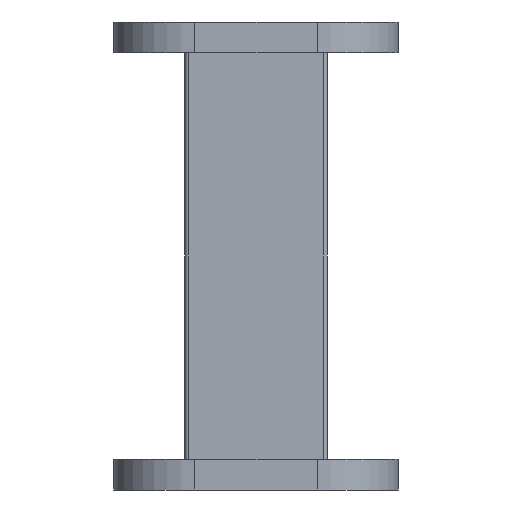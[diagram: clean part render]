
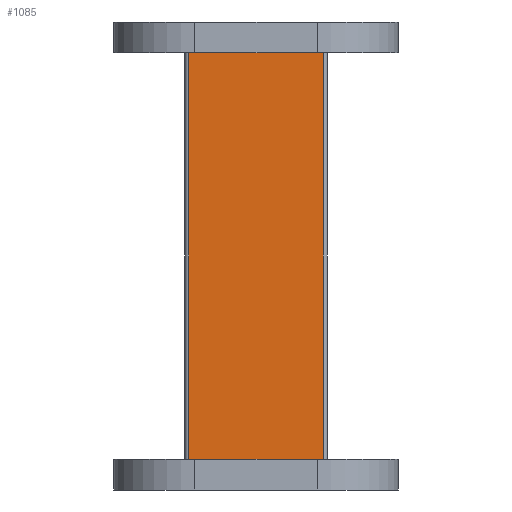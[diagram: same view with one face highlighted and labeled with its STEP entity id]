
A CAD part, left-side view. The second image highlights one B-rep face of the part: STEP entity #1085.
In plain terms, the highlighted planar face has unit normal (-1, 0, 0).
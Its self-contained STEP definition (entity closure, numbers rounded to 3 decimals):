
#28 = VERTEX_POINT ( 'NONE', #522 ) ;
#160 = ORIENTED_EDGE ( 'NONE', *, *, #1477, .F. ) ;
#211 = PLANE ( 'NONE',  #1091 ) ;
#238 = LINE ( 'NONE', #1520, #1416 ) ;
#257 = EDGE_CURVE ( 'NONE', #28, #1077, #1073, .T. ) ;
#318 = CARTESIAN_POINT ( 'NONE',  ( -3., -3.3, 10. ) ) ;
#347 = DIRECTION ( 'NONE',  ( 1., 0., 0. ) ) ;
#430 = DIRECTION ( 'NONE',  ( 0., -1., 0. ) ) ;
#443 = VECTOR ( 'NONE', #801, 1000. ) ;
#522 = CARTESIAN_POINT ( 'NONE',  ( -3., 3.3, -10. ) ) ;
#559 = LINE ( 'NONE', #928, #1131 ) ;
#582 = CARTESIAN_POINT ( 'NONE',  ( -3., -3.3, -10. ) ) ;
#658 = CARTESIAN_POINT ( 'NONE',  ( -3., 3.3, 11.5 ) ) ;
#701 = VECTOR ( 'NONE', #1231, 1000. ) ;
#722 = CARTESIAN_POINT ( 'NONE',  ( -3., 3.3, 10. ) ) ;
#762 = LINE ( 'NONE', #658, #443 ) ;
#801 = DIRECTION ( 'NONE',  ( 0., 0., -1. ) ) ;
#892 = VERTEX_POINT ( 'NONE', #318 ) ;
#927 = EDGE_CURVE ( 'NONE', #1077, #892, #559, .T. ) ;
#928 = CARTESIAN_POINT ( 'NONE',  ( -3., -3.3, 11.5 ) ) ;
#930 = DIRECTION ( 'NONE',  ( 0., 0., 1. ) ) ;
#1059 = ORIENTED_EDGE ( 'NONE', *, *, #257, .T. ) ;
#1073 = LINE ( 'NONE', #1235, #701 ) ;
#1077 = VERTEX_POINT ( 'NONE', #582 ) ;
#1085 = ADVANCED_FACE ( 'NONE', ( #1229 ), #211, .F. ) ;
#1089 = CARTESIAN_POINT ( 'NONE',  ( -3., 3.5, 11.5 ) ) ;
#1091 = AXIS2_PLACEMENT_3D ( 'NONE', #1089, #347, #1218 ) ;
#1099 = ORIENTED_EDGE ( 'NONE', *, *, #927, .T. ) ;
#1131 = VECTOR ( 'NONE', #930, 1000. ) ;
#1188 = VERTEX_POINT ( 'NONE', #722 ) ;
#1208 = EDGE_LOOP ( 'NONE', ( #1059, #1099, #160, #1589 ) ) ;
#1218 = DIRECTION ( 'NONE',  ( 0., 1., 0. ) ) ;
#1229 = FACE_OUTER_BOUND ( 'NONE', #1208, .T. ) ;
#1231 = DIRECTION ( 'NONE',  ( 0., -1., 0. ) ) ;
#1235 = CARTESIAN_POINT ( 'NONE',  ( -3., 0., -10. ) ) ;
#1416 = VECTOR ( 'NONE', #430, 1000. ) ;
#1477 = EDGE_CURVE ( 'NONE', #1188, #892, #238, .T. ) ;
#1520 = CARTESIAN_POINT ( 'NONE',  ( -3., 0., 10. ) ) ;
#1583 = EDGE_CURVE ( 'NONE', #1188, #28, #762, .T. ) ;
#1589 = ORIENTED_EDGE ( 'NONE', *, *, #1583, .T. ) ;
